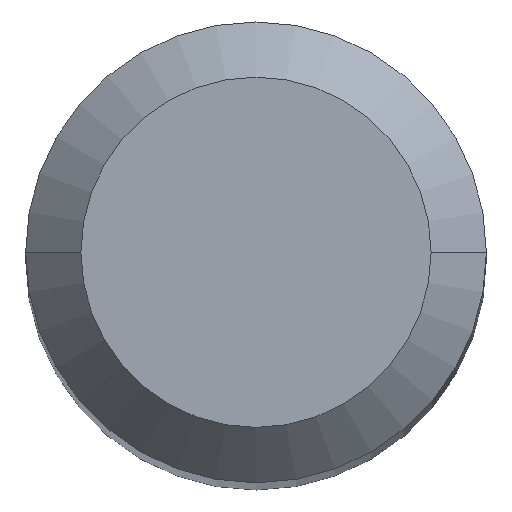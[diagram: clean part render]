
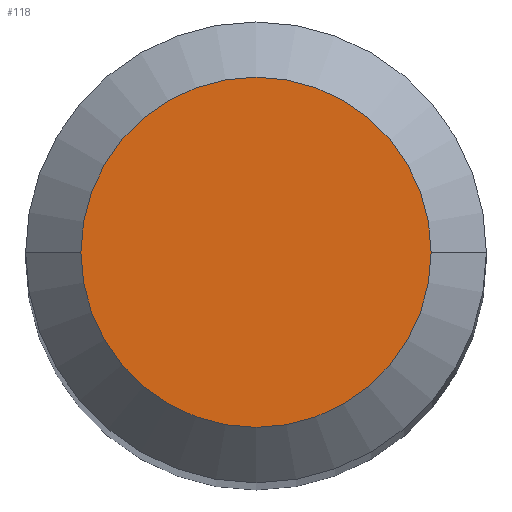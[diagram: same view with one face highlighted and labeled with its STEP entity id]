
A CAD part, top view. The second image highlights one B-rep face of the part: STEP entity #118.
In plain terms, the highlighted planar face has unit normal (0, 0, 1).
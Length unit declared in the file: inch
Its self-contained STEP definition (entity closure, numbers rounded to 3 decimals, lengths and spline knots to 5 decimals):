
#3 = DIRECTION ( 'NONE',  ( 1., 0., 0. ) ) ;
#24 = DIRECTION ( 'NONE',  ( 0., 0., 1. ) ) ;
#26 = VERTEX_POINT ( 'NONE', #87 ) ;
#35 = AXIS2_PLACEMENT_3D ( 'NONE', #181, #183, #209 ) ;
#48 = CARTESIAN_POINT ( 'NONE',  ( 0., 0., 1.5 ) ) ;
#56 = FACE_OUTER_BOUND ( 'NONE', #130, .T. ) ;
#76 = CARTESIAN_POINT ( 'NONE',  ( 0., 0., 1.5 ) ) ;
#87 = CARTESIAN_POINT ( 'NONE',  ( -0.0475, 0., 1.5 ) ) ;
#100 = VERTEX_POINT ( 'NONE', #145 ) ;
#118 = ADVANCED_FACE ( 'NONE', ( #56 ), #157, .T. ) ;
#130 = EDGE_LOOP ( 'NONE', ( #132, #255 ) ) ;
#132 = ORIENTED_EDGE ( 'NONE', *, *, #267, .T. ) ;
#145 = CARTESIAN_POINT ( 'NONE',  ( 0.0475, 0., 1.5 ) ) ;
#151 = AXIS2_PLACEMENT_3D ( 'NONE', #76, #24, #3 ) ;
#157 = PLANE ( 'NONE',  #35 ) ;
#163 = CIRCLE ( 'NONE', #151, 0.0475 ) ;
#181 = CARTESIAN_POINT ( 'NONE',  ( 0., 0., 1.5 ) ) ;
#183 = DIRECTION ( 'NONE',  ( 0., 0., 1. ) ) ;
#188 = EDGE_CURVE ( 'NONE', #100, #26, #290, .T. ) ;
#197 = DIRECTION ( 'NONE',  ( 0., 0., 1. ) ) ;
#209 = DIRECTION ( 'NONE',  ( 1., 0., 0. ) ) ;
#255 = ORIENTED_EDGE ( 'NONE', *, *, #188, .T. ) ;
#267 = EDGE_CURVE ( 'NONE', #26, #100, #163, .T. ) ;
#278 = AXIS2_PLACEMENT_3D ( 'NONE', #48, #197, #285 ) ;
#285 = DIRECTION ( 'NONE',  ( 1., 0., 0. ) ) ;
#290 = CIRCLE ( 'NONE', #278, 0.0475 ) ;
